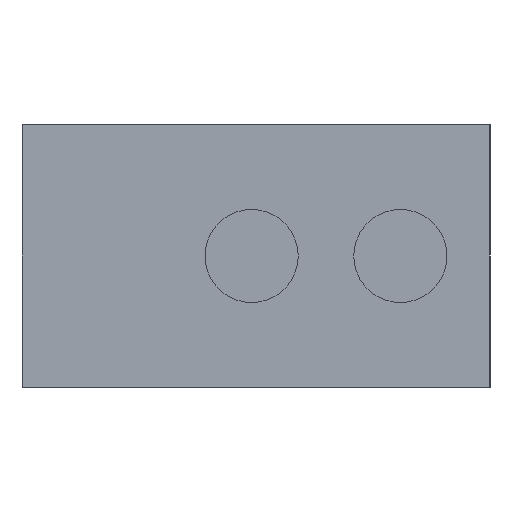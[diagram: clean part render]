
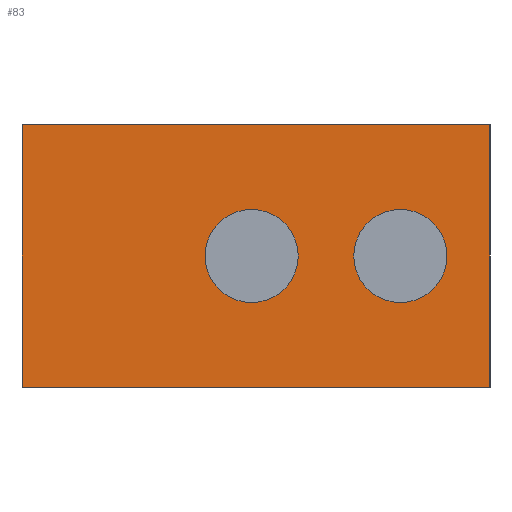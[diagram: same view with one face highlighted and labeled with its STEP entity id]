
A CAD part, left-side view. The second image highlights one B-rep face of the part: STEP entity #83.
In plain terms, the highlighted planar face has unit normal (-1, 0, 0).
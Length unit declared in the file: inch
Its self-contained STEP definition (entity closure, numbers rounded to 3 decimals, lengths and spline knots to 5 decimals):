
#5 = DIRECTION ( 'NONE',  ( -1., 0., 0. ) ) ;
#8 = CARTESIAN_POINT ( 'NONE',  ( -0.15, 0.1025, -0.05325 ) ) ;
#22 = PLANE ( 'NONE',  #639 ) ;
#25 = CARTESIAN_POINT ( 'NONE',  ( -0.15, 0.1025, 0. ) ) ;
#34 = CARTESIAN_POINT ( 'NONE',  ( -0.15, 0.2725, -0.05325 ) ) ;
#35 = EDGE_LOOP ( 'NONE', ( #127, #66 ) ) ;
#53 = DIRECTION ( 'NONE',  ( 0., 0., -1. ) ) ;
#66 = ORIENTED_EDGE ( 'NONE', *, *, #621, .F. ) ;
#83 = ADVANCED_FACE ( 'NONE', ( #418, #108, #505 ), #22, .F. ) ;
#84 = ORIENTED_EDGE ( 'NONE', *, *, #317, .F. ) ;
#88 = CARTESIAN_POINT ( 'NONE',  ( -0.15, 0., -0.15 ) ) ;
#99 = DIRECTION ( 'NONE',  ( -1., 0., 0. ) ) ;
#108 = FACE_BOUND ( 'NONE', #35, .T. ) ;
#115 = VERTEX_POINT ( 'NONE', #320 ) ;
#118 = CIRCLE ( 'NONE', #563, 0.05325 ) ;
#127 = ORIENTED_EDGE ( 'NONE', *, *, #458, .F. ) ;
#134 = DIRECTION ( 'NONE',  ( 0., -1., 0. ) ) ;
#138 = CIRCLE ( 'NONE', #545, 0.05325 ) ;
#139 = VECTOR ( 'NONE', #374, 39.37008 ) ;
#142 = CARTESIAN_POINT ( 'NONE',  ( -0.15, 0.535, 0.15 ) ) ;
#165 = DIRECTION ( 'NONE',  ( 0., 0., 1. ) ) ;
#168 = ORIENTED_EDGE ( 'NONE', *, *, #526, .F. ) ;
#172 = VERTEX_POINT ( 'NONE', #472 ) ;
#175 = LINE ( 'NONE', #404, #139 ) ;
#188 = VERTEX_POINT ( 'NONE', #88 ) ;
#192 = VECTOR ( 'NONE', #596, 39.37008 ) ;
#196 = ORIENTED_EDGE ( 'NONE', *, *, #643, .F. ) ;
#204 = DIRECTION ( 'NONE',  ( -1., 0., 0. ) ) ;
#213 = LINE ( 'NONE', #419, #192 ) ;
#228 = CARTESIAN_POINT ( 'NONE',  ( -0.15, 0.535, -0.15 ) ) ;
#282 = EDGE_CURVE ( 'NONE', #316, #188, #338, .T. ) ;
#284 = CARTESIAN_POINT ( 'NONE',  ( -0.15, 0.2725, 0. ) ) ;
#304 = VECTOR ( 'NONE', #134, 39.37008 ) ;
#316 = VERTEX_POINT ( 'NONE', #228 ) ;
#317 = EDGE_CURVE ( 'NONE', #316, #172, #213, .T. ) ;
#320 = CARTESIAN_POINT ( 'NONE',  ( -0.15, 0.1025, 0.05325 ) ) ;
#330 = DIRECTION ( 'NONE',  ( 0., 0., 1. ) ) ;
#331 = EDGE_CURVE ( 'NONE', #188, #465, #175, .T. ) ;
#338 = LINE ( 'NONE', #439, #304 ) ;
#348 = VERTEX_POINT ( 'NONE', #578 ) ;
#365 = DIRECTION ( 'NONE',  ( 1., 0., 0. ) ) ;
#374 = DIRECTION ( 'NONE',  ( 0., 0., 1. ) ) ;
#393 = EDGE_LOOP ( 'NONE', ( #196, #451 ) ) ;
#402 = EDGE_CURVE ( 'NONE', #656, #115, #118, .T. ) ;
#404 = CARTESIAN_POINT ( 'NONE',  ( -0.15, 0., 0.15 ) ) ;
#418 = FACE_BOUND ( 'NONE', #393, .T. ) ;
#419 = CARTESIAN_POINT ( 'NONE',  ( -0.15, 0.535, 0.15 ) ) ;
#421 = DIRECTION ( 'NONE',  ( -1., 0., 0. ) ) ;
#426 = DIRECTION ( 'NONE',  ( 0., 0., 1. ) ) ;
#432 = EDGE_LOOP ( 'NONE', ( #558, #168, #84, #518 ) ) ;
#439 = CARTESIAN_POINT ( 'NONE',  ( -0.15, 0.535, -0.15 ) ) ;
#447 = CARTESIAN_POINT ( 'NONE',  ( -0.15, 0.535, 0.15 ) ) ;
#451 = ORIENTED_EDGE ( 'NONE', *, *, #402, .F. ) ;
#458 = EDGE_CURVE ( 'NONE', #348, #503, #138, .T. ) ;
#465 = VERTEX_POINT ( 'NONE', #623 ) ;
#472 = CARTESIAN_POINT ( 'NONE',  ( -0.15, 0.535, 0.15 ) ) ;
#492 = CIRCLE ( 'NONE', #494, 0.05325 ) ;
#494 = AXIS2_PLACEMENT_3D ( 'NONE', #514, #204, #566 ) ;
#498 = AXIS2_PLACEMENT_3D ( 'NONE', #284, #5, #330 ) ;
#503 = VERTEX_POINT ( 'NONE', #34 ) ;
#505 = FACE_OUTER_BOUND ( 'NONE', #432, .T. ) ;
#509 = CIRCLE ( 'NONE', #498, 0.05325 ) ;
#514 = CARTESIAN_POINT ( 'NONE',  ( -0.15, 0.1025, 0. ) ) ;
#518 = ORIENTED_EDGE ( 'NONE', *, *, #282, .T. ) ;
#526 = EDGE_CURVE ( 'NONE', #172, #465, #620, .T. ) ;
#545 = AXIS2_PLACEMENT_3D ( 'NONE', #573, #421, #165 ) ;
#558 = ORIENTED_EDGE ( 'NONE', *, *, #331, .T. ) ;
#563 = AXIS2_PLACEMENT_3D ( 'NONE', #25, #99, #426 ) ;
#564 = VECTOR ( 'NONE', #661, 39.37008 ) ;
#566 = DIRECTION ( 'NONE',  ( 0., 0., 1. ) ) ;
#573 = CARTESIAN_POINT ( 'NONE',  ( -0.15, 0.2725, 0. ) ) ;
#578 = CARTESIAN_POINT ( 'NONE',  ( -0.15, 0.2725, 0.05325 ) ) ;
#596 = DIRECTION ( 'NONE',  ( 0., 0., 1. ) ) ;
#620 = LINE ( 'NONE', #142, #564 ) ;
#621 = EDGE_CURVE ( 'NONE', #503, #348, #509, .T. ) ;
#623 = CARTESIAN_POINT ( 'NONE',  ( -0.15, 0., 0.15 ) ) ;
#639 = AXIS2_PLACEMENT_3D ( 'NONE', #447, #365, #53 ) ;
#643 = EDGE_CURVE ( 'NONE', #115, #656, #492, .T. ) ;
#656 = VERTEX_POINT ( 'NONE', #8 ) ;
#661 = DIRECTION ( 'NONE',  ( 0., -1., 0. ) ) ;
